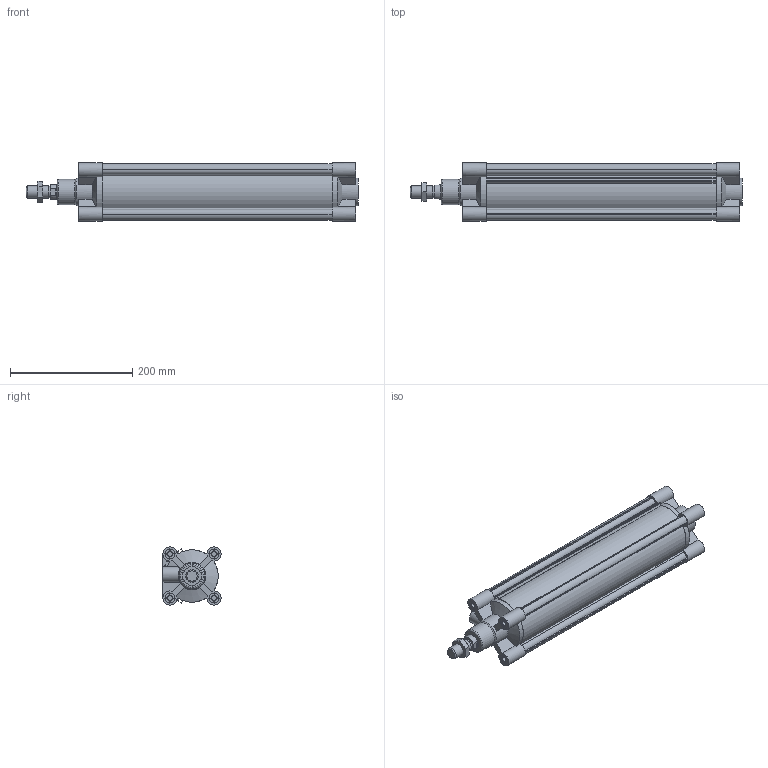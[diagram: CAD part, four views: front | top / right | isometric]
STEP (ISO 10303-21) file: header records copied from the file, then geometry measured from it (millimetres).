
FILE_DESCRIPTION(/* description */ ('STEP AP214'),/* implementation_level */ '2;1');
FILE_NAME(/* name */ '1390.80.325.01(00)',/* time_stamp */ '2022-11-01T17:11:08+01:00',/* author */ ('License CC BY-ND 4.0'),/* organization */ ('CADENAS'),/* preprocessor_version */ 'ST-DEVELOPER v18.102',/* originating_system */ 'PARTsolutions',/* authorisation */ ' ');
FILE_SCHEMA (('AUTOMOTIVE_DESIGN {1 0 10303 214 3 1 1}'));
Length unit declared in the file: millimetre
Products named in the file (6): 1390.80.325.01(00); 1320.80.18F; 803250_piston; 80-right_head; 803250CI272.5; 80_left_head
Assembly tree (5 placements, depth 2):
  1390.80.325.01(00)
    1320.80.18F
    803250_piston
    80-right_head
    803250CI272.5
    80_left_head
Bounding box: 543 x 95 x 95 mm (x, y, z)
Volume: 1438857.4 mm3; surface area: 477324 mm2
Topology: 5 solids, 5 shells, 270 faces, 652 edges, 424 vertices
Faces by surface type: plane 150, cylinder 83, cone 36, torus 1
Full cylindrical faces by diameter (mm): 8.376 x8, 9.4 x4, 12 x2, 14.95 x2, 16 x8, 16.5 x8, 18.376 x1, 18.5 x1, 20 x1, 24.5 x1, 25 x2, 41 x1, 45 x2, 80 x4
Entity records: 7791 total; most frequent: CARTESIAN_POINT 1472, DIRECTION 1294, ORIENTED_EDGE 1174, EDGE_CURVE 587, AXIS2_PLACEMENT_3D 487, VERTEX_POINT 421, EDGE_LOOP 378, FACE_BOUND 378
